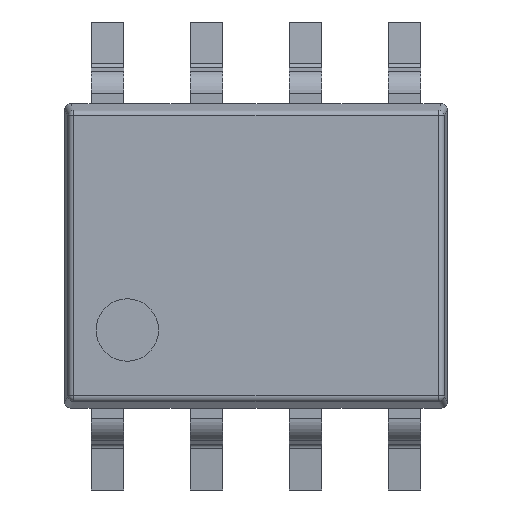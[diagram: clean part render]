
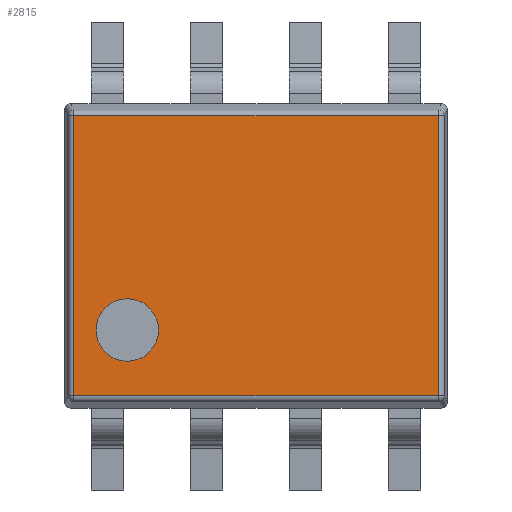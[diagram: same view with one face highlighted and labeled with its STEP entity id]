
A CAD part, top view. The second image highlights one B-rep face of the part: STEP entity #2815.
In plain terms, the highlighted planar face has unit normal (0, 0, 1).
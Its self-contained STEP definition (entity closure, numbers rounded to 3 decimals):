
#122=FACE_BOUND('',#1085,.T.);
#131=PLANE('',#3018);
#248=LINE('',#4201,#549);
#256=LINE('',#4221,#557);
#257=LINE('',#4230,#558);
#260=LINE('',#4234,#561);
#549=VECTOR('',#3298,10.);
#557=VECTOR('',#3320,10.);
#558=VECTOR('',#3331,10.);
#561=VECTOR('',#3336,10.);
#926=FACE_OUTER_BOUND('',#1084,.T.);
#1084=EDGE_LOOP('',(#2137,#2138,#2139,#2140));
#1085=EDGE_LOOP('',(#2141));
#1230=CIRCLE('',#3019,0.4);
#1326=VERTEX_POINT('',#4153);
#1335=VERTEX_POINT('',#4193);
#1340=VERTEX_POINT('',#4209);
#1345=VERTEX_POINT('',#4226);
#1374=VERTEX_POINT('',#4331);
#1597=EDGE_CURVE('',#1335,#1326,#248,.T.);
#1608=EDGE_CURVE('',#1326,#1340,#256,.T.);
#1612=EDGE_CURVE('',#1340,#1345,#257,.T.);
#1615=EDGE_CURVE('',#1345,#1335,#260,.T.);
#1667=EDGE_CURVE('',#1374,#1374,#1230,.T.);
#2137=ORIENTED_EDGE('',*,*,#1597,.F.);
#2138=ORIENTED_EDGE('',*,*,#1615,.F.);
#2139=ORIENTED_EDGE('',*,*,#1612,.F.);
#2140=ORIENTED_EDGE('',*,*,#1608,.F.);
#2141=ORIENTED_EDGE('',*,*,#1667,.T.);
#2815=ADVANCED_FACE('',(#926,#122),#131,.T.);
#3018=AXIS2_PLACEMENT_3D('',#4330,#3420,#3421);
#3019=AXIS2_PLACEMENT_3D('',#4332,#3422,#3423);
#3298=DIRECTION('',(1.,0.,0.));
#3320=DIRECTION('',(0.,-1.,0.));
#3331=DIRECTION('',(-1.,0.,0.));
#3336=DIRECTION('',(0.,1.,0.));
#3420=DIRECTION('center_axis',(0.,0.,1.));
#3421=DIRECTION('ref_axis',(1.,0.,0.));
#3422=DIRECTION('center_axis',(0.,0.,-1.));
#3423=DIRECTION('ref_axis',(-1.,0.,0.));
#4153=CARTESIAN_POINT('',(2.414,1.796,0.995));
#4193=CARTESIAN_POINT('',(-2.26,1.796,0.995));
#4201=CARTESIAN_POINT('',(-1.148,1.796,0.995));
#4209=CARTESIAN_POINT('',(2.414,-1.796,0.995));
#4221=CARTESIAN_POINT('',(2.414,0.488,0.995));
#4226=CARTESIAN_POINT('',(-2.26,-1.796,0.995));
#4230=CARTESIAN_POINT('',(1.302,-1.796,0.995));
#4234=CARTESIAN_POINT('',(-2.26,0.488,0.995));
#4330=CARTESIAN_POINT('Origin',(0.077,0.,
0.995));
#4331=CARTESIAN_POINT('',(-1.173,-0.95,0.995));
#4332=CARTESIAN_POINT('Origin',(-1.573,-0.95,0.995));
